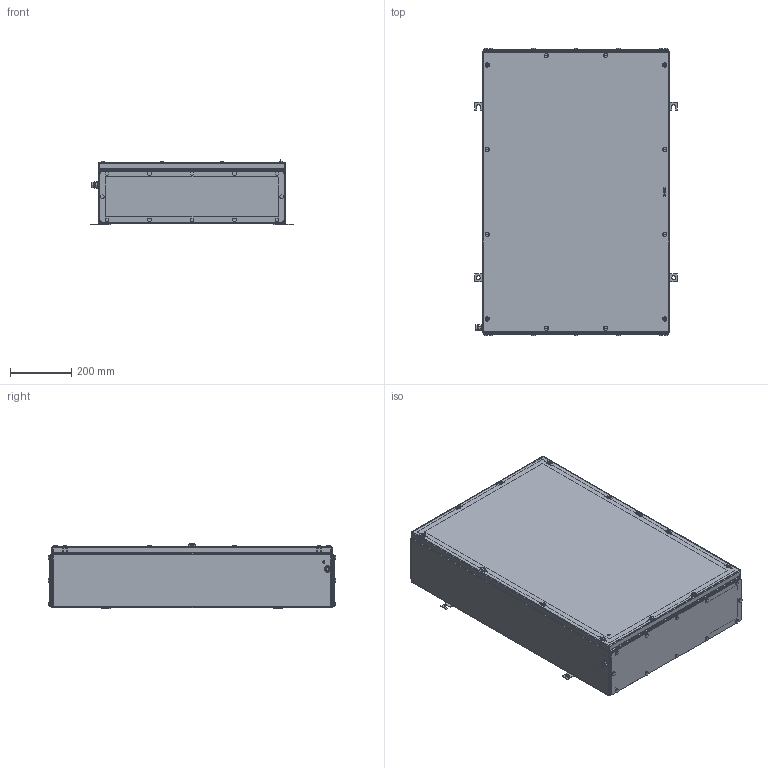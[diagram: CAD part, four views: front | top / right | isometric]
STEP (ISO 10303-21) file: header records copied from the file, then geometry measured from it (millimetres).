
FILE_DESCRIPTION(('CATIA V5 STEP Exchange','CAx-IF Rec.Pracs.--- Model Styling and Organization---1.4--- 2014-01-23'),'2;1');
FILE_NAME ('008596-5_3_1195570000_1195570000.stp','2019-09-24T06:02:18+00:00',('none'),('Weidmueller'),'CATIA Version 5-6 Release 2016 SP3 HF44','CATIA V5 STEP AP214','none');
FILE_SCHEMA(('AUTOMOTIVE_DESIGN { 1 0 10303 214 1 1 1 1 }'));
Products named in the file (1): 1195570000
Bounding box: 661 x 936 x 214.9 mm (x, y, z)
Volume: 3586087.2 mm3; surface area: 4143617 mm2
Topology: 107 solids, 107 shells, 3769 faces, 8814 edges, 5197 vertices
Faces by surface type: cylinder 1663, plane 1326, torus 278, cone 222, sphere 200, bspline 80
Entity records: 107051 total; most frequent: CARTESIAN_POINT 26931, ORIENTED_EDGE 17064, DIRECTION 13968, EDGE_CURVE 8532, AXIS2_PLACEMENT_3D 6448, VERTEX_POINT 5197, VECTOR 4543, LINE 4543
